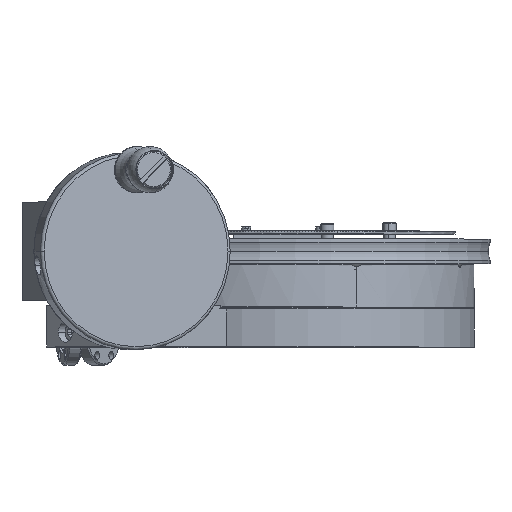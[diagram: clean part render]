
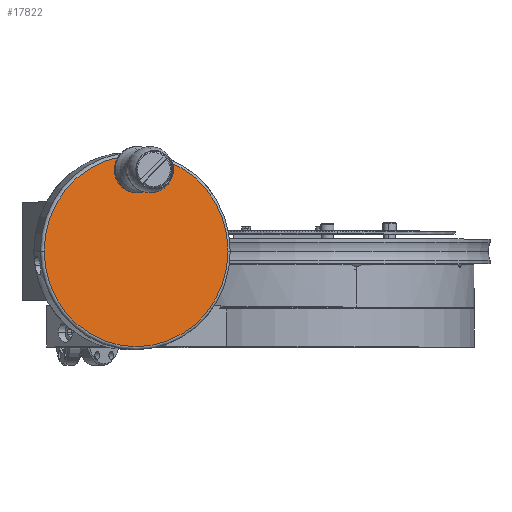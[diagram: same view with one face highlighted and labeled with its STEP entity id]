
A CAD part, top view. The second image highlights one B-rep face of the part: STEP entity #17822.
In plain terms, the highlighted planar face has unit normal (0.274, 0, 0.962).
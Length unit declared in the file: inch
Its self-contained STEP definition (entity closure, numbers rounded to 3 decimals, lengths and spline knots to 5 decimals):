
#4491 = CIRCLE ( 'NONE', #42342, 1.9375 ) ;
#4495 = CIRCLE ( 'NONE', #42347, 0.15625 ) ;
#4497 = CIRCLE ( 'NONE', #42348, 0.15625 ) ;
#4499 = CIRCLE ( 'NONE', #42350, 1.9375 ) ;
#12351 = FACE_BOUND ( 'NONE', #17153, .T. ) ;
#12377 = FACE_OUTER_BOUND ( 'NONE', #17157, .T. ) ;
#14642 = CARTESIAN_POINT ( 'NONE',  ( -2.98051, 0.643, 6.57748 ) ) ;
#14644 = CARTESIAN_POINT ( 'NONE',  ( -2.98051, 0.643, 6.57748 ) ) ;
#14645 = DIRECTION ( 'NONE',  ( 0.274, 0., 0.962 ) ) ;
#14646 = DIRECTION ( 'NONE',  ( 0.962, 0., -0.274 ) ) ;
#14656 = CARTESIAN_POINT ( 'NONE',  ( -2.98051, 2.293, 6.57748 ) ) ;
#14657 = DIRECTION ( 'NONE',  ( 0.274, 0., 0.962 ) ) ;
#14658 = DIRECTION ( 'NONE',  ( 0.962, 0., -0.274 ) ) ;
#14659 = CARTESIAN_POINT ( 'NONE',  ( -2.98051, 2.293, 6.57748 ) ) ;
#14661 = DIRECTION ( 'NONE',  ( 0.274, 0., 0.962 ) ) ;
#14662 = DIRECTION ( 'NONE',  ( 0.962, 0., -0.274 ) ) ;
#14663 = DIRECTION ( 'NONE',  ( 0.274, 0., 0.962 ) ) ;
#14664 = DIRECTION ( 'NONE',  ( 0.962, 0., -0.274 ) ) ;
#17153 = EDGE_LOOP ( 'NONE', ( #61523, #61525 ) ) ;
#17157 = EDGE_LOOP ( 'NONE', ( #61526, #61527 ) ) ;
#17822 = ADVANCED_FACE ( 'NONE', ( #12351, #12377 ), #67086, .T. ) ;
#32531 = VERTEX_POINT ( 'NONE', #46499 ) ;
#32532 = VERTEX_POINT ( 'NONE', #46513 ) ;
#32534 = VERTEX_POINT ( 'NONE', #46515 ) ;
#32536 = VERTEX_POINT ( 'NONE', #46516 ) ;
#37353 = AXIS2_PLACEMENT_3D ( 'NONE', #67085, #67095, #67096 ) ;
#42342 = AXIS2_PLACEMENT_3D ( 'NONE', #14644, #14645, #14646 ) ;
#42347 = AXIS2_PLACEMENT_3D ( 'NONE', #14656, #14657, #14658 ) ;
#42348 = AXIS2_PLACEMENT_3D ( 'NONE', #14659, #14661, #14662 ) ;
#42350 = AXIS2_PLACEMENT_3D ( 'NONE', #14642, #14663, #14664 ) ;
#44161 = EDGE_CURVE ( 'NONE', #32532, #32531, #4491, .T. ) ;
#44165 = EDGE_CURVE ( 'NONE', #32536, #32534, #4495, .T. ) ;
#44166 = EDGE_CURVE ( 'NONE', #32534, #32536, #4497, .T. ) ;
#44167 = EDGE_CURVE ( 'NONE', #32531, #32532, #4499, .T. ) ;
#46499 = CARTESIAN_POINT ( 'NONE',  ( -4.84362, 0.643, 7.1092 ) ) ;
#46513 = CARTESIAN_POINT ( 'NONE',  ( -1.1174, 0.643, 6.04577 ) ) ;
#46515 = CARTESIAN_POINT ( 'NONE',  ( -2.83026, 2.293, 6.5346 ) ) ;
#46516 = CARTESIAN_POINT ( 'NONE',  ( -3.13076, 2.293, 6.62036 ) ) ;
#61523 = ORIENTED_EDGE ( 'NONE', *, *, #44166, .F. ) ;
#61525 = ORIENTED_EDGE ( 'NONE', *, *, #44165, .F. ) ;
#61526 = ORIENTED_EDGE ( 'NONE', *, *, #44161, .T. ) ;
#61527 = ORIENTED_EDGE ( 'NONE', *, *, #44167, .T. ) ;
#67085 = CARTESIAN_POINT ( 'NONE',  ( -2.98051, 0.643, 6.57748 ) ) ;
#67086 = PLANE ( 'NONE',  #37353 ) ;
#67095 = DIRECTION ( 'NONE',  ( 0.274, 0., 0.962 ) ) ;
#67096 = DIRECTION ( 'NONE',  ( 0.962, 0., -0.274 ) ) ;
